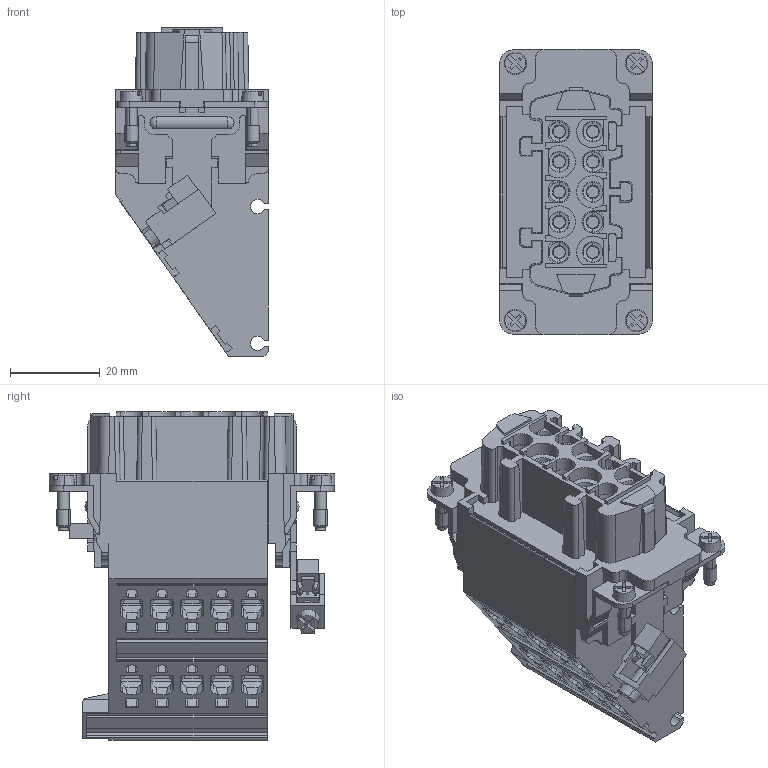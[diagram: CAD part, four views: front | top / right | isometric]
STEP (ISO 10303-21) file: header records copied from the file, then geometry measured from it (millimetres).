
FILE_DESCRIPTION(('Creo Elements/Direct Modeling STEP Export'),'2;1');
FILE_NAME('model.stp','2019-09-21T 0:23:55',(''),(''),'Creo Elements/Direct Modeling STEP processor for AP214 (Solid Model)','Creo Elements/Direct Modeling 20.1A 29-Sep-2018 (C) Parametric Technology GmbH','');
FILE_SCHEMA(('AUTOMOTIVE_DESIGN { 1 0 10303 214 1 1 1 1 }'));
Length unit declared in the file: millimetre
Products named in the file (2): HC_B_10_A_DT_PEL_F-select
Assembly tree (1 placements, depth 2):
  HC_B_10_A_DT_PEL_F-select
    HC_B_10_A_DT_PEL_F-select
Bounding box: 34 x 63.4 x 73.05 mm (x, y, z)
Volume: 67022.6 mm3; surface area: 23373.5 mm2
Topology: 1 solids, 1 shells, 1351 faces, 3812 edges, 2517 vertices
Faces by surface type: plane 906, cylinder 341, cone 80, extrusion 20, sphere 4
Entity records: 54676 total; most frequent: CARTESIAN_POINT 9358, ORIENTED_EDGE 7624, DIRECTION 6665, EDGE_CURVE 3812, VECTOR 2805, LINE 2785, VERTEX_POINT 2517, AXIS2_PLACEMENT_3D 1930
